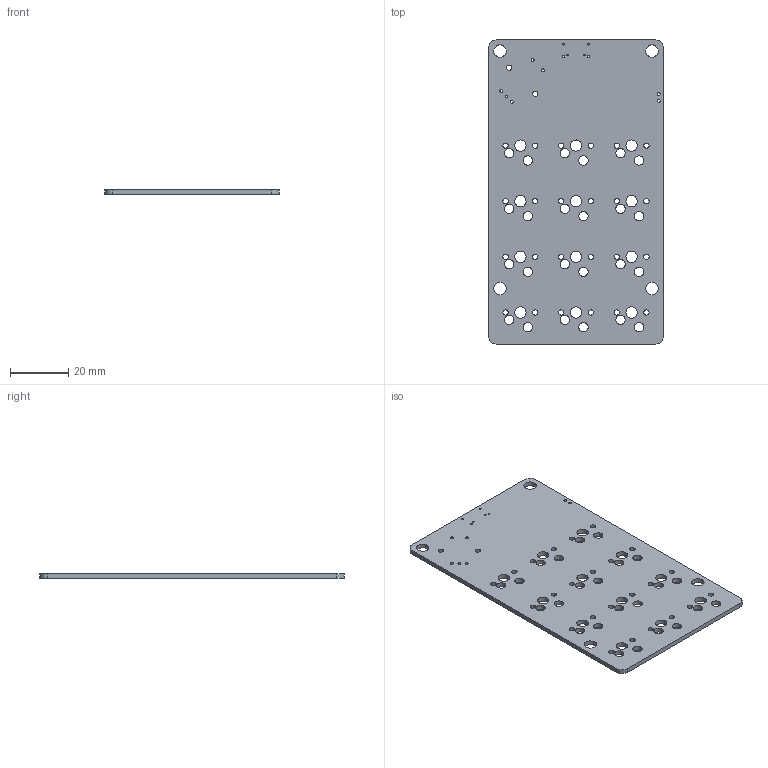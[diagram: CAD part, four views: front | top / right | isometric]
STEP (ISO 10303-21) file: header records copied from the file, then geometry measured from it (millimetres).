
FILE_DESCRIPTION(('KiCad electronic assembly'),'2;1');
FILE_NAME('kicadBoard.step','2022-11-05T14:31:09',('Pcbnew'),('Kicad'), 'Open CASCADE STEP processor 7.6','KiCad to STEP converter','Unknown' );
FILE_SCHEMA(('AUTOMOTIVE_DESIGN { 1 0 10303 214 1 1 1 1 }'));
Length unit declared in the file: millimetre
Products named in the file (2): kicadBoard 1; _autosave-kicadBoard PCB
Assembly tree (1 placements, depth 2):
  kicadBoard 1
    _autosave-kicadBoard PCB
Bounding box: 59.69 x 104.14 x 1.6 mm (x, y, z)
Volume: 9189 mm3; surface area: 13000.9 mm2
Topology: 1 solids, 1 shells, 89 faces, 261 edges, 174 vertices
Faces by surface type: cylinder 83, plane 6
Full cylindrical faces by diameter (mm): 0.6 x4, 0.65 x2, 1 x7, 1.8 x2, 1.813 x24, 3.2 x24, 3.9 x12, 4.25 x4
Entity records: 6817 total; most frequent: DIRECTION 1131, CARTESIAN_POINT 1048, ORIENTED_EDGE 522, PCURVE 522, DEFINITIONAL_REPRESENTATION 522, LINE 451, VECTOR 451, CIRCLE 332
